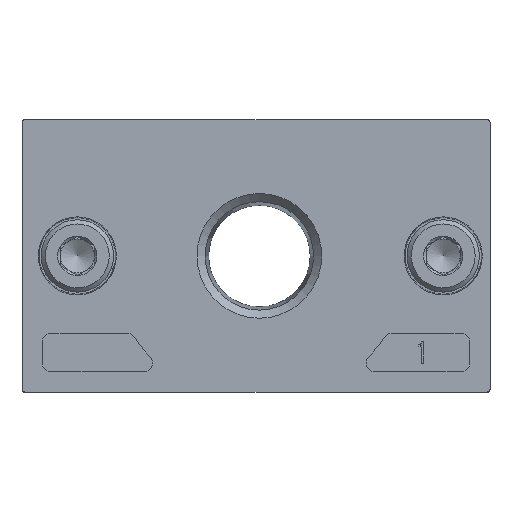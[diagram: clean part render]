
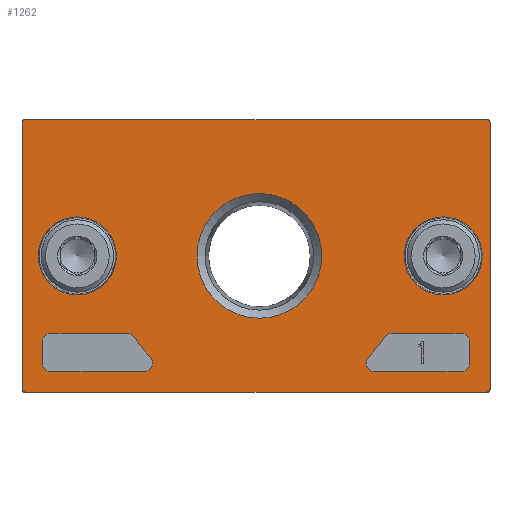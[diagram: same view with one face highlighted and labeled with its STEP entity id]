
A CAD part, top view. The second image highlights one B-rep face of the part: STEP entity #1262.
In plain terms, the highlighted face is planar.
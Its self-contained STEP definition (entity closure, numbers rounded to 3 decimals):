
#84=LINE('',#1974,#173);
#85=LINE('',#1982,#174);
#86=LINE('',#1986,#175);
#87=LINE('',#1987,#176);
#88=LINE('',#1992,#177);
#89=LINE('',#1996,#178);
#90=LINE('',#2000,#179);
#91=LINE('',#2016,#180);
#92=LINE('',#2020,#181);
#93=LINE('',#2024,#182);
#173=VECTOR('',#1553,1000.);
#174=VECTOR('',#1560,1000.);
#175=VECTOR('',#1563,1000.);
#176=VECTOR('',#1564,1000.);
#177=VECTOR('',#1567,1000.);
#178=VECTOR('',#1570,1000.);
#179=VECTOR('',#1573,1000.);
#180=VECTOR('',#1588,1000.);
#181=VECTOR('',#1591,1000.);
#182=VECTOR('',#1594,1000.);
#264=ORIENTED_EDGE('',*,*,#606,.F.);
#265=ORIENTED_EDGE('',*,*,#607,.F.);
#266=ORIENTED_EDGE('',*,*,#608,.F.);
#267=ORIENTED_EDGE('',*,*,#609,.T.);
#268=ORIENTED_EDGE('',*,*,#610,.F.);
#269=ORIENTED_EDGE('',*,*,#611,.F.);
#270=ORIENTED_EDGE('',*,*,#612,.F.);
#271=ORIENTED_EDGE('',*,*,#613,.F.);
#272=ORIENTED_EDGE('',*,*,#614,.T.);
#273=ORIENTED_EDGE('',*,*,#615,.T.);
#274=ORIENTED_EDGE('',*,*,#616,.T.);
#275=ORIENTED_EDGE('',*,*,#617,.T.);
#276=ORIENTED_EDGE('',*,*,#618,.T.);
#277=ORIENTED_EDGE('',*,*,#619,.T.);
#278=ORIENTED_EDGE('',*,*,#620,.T.);
#279=ORIENTED_EDGE('',*,*,#621,.T.);
#280=ORIENTED_EDGE('',*,*,#622,.T.);
#281=ORIENTED_EDGE('',*,*,#623,.T.);
#282=ORIENTED_EDGE('',*,*,#624,.T.);
#283=ORIENTED_EDGE('',*,*,#625,.F.);
#284=ORIENTED_EDGE('',*,*,#626,.T.);
#285=ORIENTED_EDGE('',*,*,#627,.F.);
#286=ORIENTED_EDGE('',*,*,#628,.F.);
#287=ORIENTED_EDGE('',*,*,#629,.F.);
#288=ORIENTED_EDGE('',*,*,#630,.F.);
#289=ORIENTED_EDGE('',*,*,#631,.F.);
#290=ORIENTED_EDGE('',*,*,#632,.F.);
#606=EDGE_CURVE('',#777,#778,#896,.T.);
#607=EDGE_CURVE('',#779,#777,#84,.T.);
#608=EDGE_CURVE('',#780,#779,#897,.T.);
#609=EDGE_CURVE('',#780,#781,#898,.T.);
#610=EDGE_CURVE('',#782,#781,#899,.T.);
#611=EDGE_CURVE('',#783,#782,#85,.T.);
#612=EDGE_CURVE('',#784,#783,#900,.T.);
#613=EDGE_CURVE('',#778,#784,#86,.T.);
#614=EDGE_CURVE('',#785,#786,#87,.T.);
#615=EDGE_CURVE('',#786,#787,#901,.T.);
#616=EDGE_CURVE('',#787,#788,#88,.T.);
#617=EDGE_CURVE('',#788,#789,#902,.T.);
#618=EDGE_CURVE('',#789,#790,#89,.T.);
#619=EDGE_CURVE('',#790,#791,#903,.T.);
#620=EDGE_CURVE('',#791,#792,#90,.T.);
#621=EDGE_CURVE('',#792,#785,#904,.T.);
#622=EDGE_CURVE('',#793,#793,#905,.T.);
#623=EDGE_CURVE('',#794,#794,#906,.T.);
#624=EDGE_CURVE('',#795,#795,#907,.T.);
#625=EDGE_CURVE('',#796,#797,#908,.T.);
#626=EDGE_CURVE('',#796,#798,#909,.T.);
#627=EDGE_CURVE('',#799,#798,#910,.T.);
#628=EDGE_CURVE('',#800,#799,#91,.T.);
#629=EDGE_CURVE('',#801,#800,#911,.T.);
#630=EDGE_CURVE('',#802,#801,#92,.T.);
#631=EDGE_CURVE('',#803,#802,#912,.T.);
#632=EDGE_CURVE('',#797,#803,#93,.T.);
#777=VERTEX_POINT('',#1972);
#778=VERTEX_POINT('',#1973);
#779=VERTEX_POINT('',#1975);
#780=VERTEX_POINT('',#1977);
#781=VERTEX_POINT('',#1979);
#782=VERTEX_POINT('',#1981);
#783=VERTEX_POINT('',#1983);
#784=VERTEX_POINT('',#1985);
#785=VERTEX_POINT('',#1988);
#786=VERTEX_POINT('',#1989);
#787=VERTEX_POINT('',#1991);
#788=VERTEX_POINT('',#1993);
#789=VERTEX_POINT('',#1995);
#790=VERTEX_POINT('',#1997);
#791=VERTEX_POINT('',#1999);
#792=VERTEX_POINT('',#2001);
#793=VERTEX_POINT('',#2004);
#794=VERTEX_POINT('',#2006);
#795=VERTEX_POINT('',#2008);
#796=VERTEX_POINT('',#2010);
#797=VERTEX_POINT('',#2011);
#798=VERTEX_POINT('',#2013);
#799=VERTEX_POINT('',#2015);
#800=VERTEX_POINT('',#2017);
#801=VERTEX_POINT('',#2019);
#802=VERTEX_POINT('',#2021);
#803=VERTEX_POINT('',#2023);
#896=CIRCLE('',#1379,1.);
#897=CIRCLE('',#1380,1.);
#898=CIRCLE('',#1381,17.5);
#899=CIRCLE('',#1382,1.);
#900=CIRCLE('',#1383,1.);
#901=CIRCLE('',#1384,0.3);
#902=CIRCLE('',#1385,0.3);
#903=CIRCLE('',#1386,0.3);
#904=CIRCLE('',#1387,0.3);
#905=CIRCLE('',#1388,7.33);
#906=CIRCLE('',#1389,4.587);
#907=CIRCLE('',#1390,4.587);
#908=CIRCLE('',#1391,1.);
#909=CIRCLE('',#1392,17.5);
#910=CIRCLE('',#1393,1.);
#911=CIRCLE('',#1394,1.);
#912=CIRCLE('',#1395,1.);
#972=EDGE_LOOP('',(#264,#265,#266,#267,#268,#269,#270,#271));
#973=EDGE_LOOP('',(#272,#273,#274,#275,#276,#277,#278,#279));
#974=EDGE_LOOP('',(#280));
#975=EDGE_LOOP('',(#281));
#976=EDGE_LOOP('',(#282));
#977=EDGE_LOOP('',(#283,#284,#285,#286,#287,#288,#289,#290));
#1095=FACE_BOUND('',#972,.T.);
#1096=FACE_BOUND('',#973,.T.);
#1097=FACE_BOUND('',#974,.T.);
#1098=FACE_BOUND('',#975,.T.);
#1099=FACE_BOUND('',#976,.T.);
#1100=FACE_BOUND('',#977,.T.);
#1218=PLANE('',#1378);
#1262=ADVANCED_FACE('',(#1095,#1096,#1097,#1098,#1099,#1100),#1218,.T.);
#1378=AXIS2_PLACEMENT_3D('',#1970,#1549,#1550);
#1379=AXIS2_PLACEMENT_3D('',#1971,#1551,#1552);
#1380=AXIS2_PLACEMENT_3D('',#1976,#1554,#1555);
#1381=AXIS2_PLACEMENT_3D('',#1978,#1556,#1557);
#1382=AXIS2_PLACEMENT_3D('',#1980,#1558,#1559);
#1383=AXIS2_PLACEMENT_3D('',#1984,#1561,#1562);
#1384=AXIS2_PLACEMENT_3D('',#1990,#1565,#1566);
#1385=AXIS2_PLACEMENT_3D('',#1994,#1568,#1569);
#1386=AXIS2_PLACEMENT_3D('',#1998,#1571,#1572);
#1387=AXIS2_PLACEMENT_3D('',#2002,#1574,#1575);
#1388=AXIS2_PLACEMENT_3D('',#2003,#1576,#1577);
#1389=AXIS2_PLACEMENT_3D('',#2005,#1578,#1579);
#1390=AXIS2_PLACEMENT_3D('',#2007,#1580,#1581);
#1391=AXIS2_PLACEMENT_3D('',#2009,#1582,#1583);
#1392=AXIS2_PLACEMENT_3D('',#2012,#1584,#1585);
#1393=AXIS2_PLACEMENT_3D('',#2014,#1586,#1587);
#1394=AXIS2_PLACEMENT_3D('',#2018,#1589,#1590);
#1395=AXIS2_PLACEMENT_3D('',#2022,#1592,#1593);
#1549=DIRECTION('',(0.,1.,0.));
#1550=DIRECTION('',(0.,0.,1.));
#1551=DIRECTION('',(0.,1.,0.));
#1552=DIRECTION('',(1.,0.,0.));
#1553=DIRECTION('',(-1.,0.,0.));
#1554=DIRECTION('',(0.,1.,0.));
#1555=DIRECTION('',(1.,0.,0.));
#1556=DIRECTION('',(0.,1.,0.));
#1557=DIRECTION('',(1.,0.,0.));
#1558=DIRECTION('',(0.,1.,0.));
#1559=DIRECTION('',(1.,0.,0.));
#1560=DIRECTION('',(1.,0.,0.));
#1561=DIRECTION('',(0.,1.,0.));
#1562=DIRECTION('',(1.,0.,0.));
#1563=DIRECTION('',(0.,0.,1.));
#1564=DIRECTION('',(0.,0.,1.));
#1565=DIRECTION('',(0.,1.,0.));
#1566=DIRECTION('',(1.,0.,0.));
#1567=DIRECTION('',(1.,0.,0.));
#1568=DIRECTION('',(0.,1.,0.));
#1569=DIRECTION('',(1.,0.,0.));
#1570=DIRECTION('',(0.,0.,-1.));
#1571=DIRECTION('',(0.,1.,0.));
#1572=DIRECTION('',(1.,0.,0.));
#1573=DIRECTION('',(-1.,0.,0.));
#1574=DIRECTION('',(0.,1.,0.));
#1575=DIRECTION('',(1.,0.,0.));
#1576=DIRECTION('',(0.,-1.,0.));
#1577=DIRECTION('',(1.,0.,0.));
#1578=DIRECTION('',(0.,-1.,0.));
#1579=DIRECTION('',(0.,0.,-1.));
#1580=DIRECTION('',(0.,-1.,0.));
#1581=DIRECTION('',(0.,0.,-1.));
#1582=DIRECTION('',(0.,1.,0.));
#1583=DIRECTION('',(1.,0.,0.));
#1584=DIRECTION('',(0.,1.,0.));
#1585=DIRECTION('',(1.,0.,0.));
#1586=DIRECTION('',(0.,1.,0.));
#1587=DIRECTION('',(1.,0.,0.));
#1588=DIRECTION('',(-1.,0.,0.));
#1589=DIRECTION('',(0.,1.,0.));
#1590=DIRECTION('',(1.,0.,0.));
#1591=DIRECTION('',(0.,0.,-1.));
#1592=DIRECTION('',(0.,1.,0.));
#1593=DIRECTION('',(1.,0.,0.));
#1594=DIRECTION('',(1.,0.,0.));
#1970=CARTESIAN_POINT('',(-27.2,15.,15.7));
#1971=CARTESIAN_POINT('',(-24.1,15.,10.1));
#1972=CARTESIAN_POINT('',(-24.1,15.,9.1));
#1973=CARTESIAN_POINT('',(-25.1,15.,10.1));
#1974=CARTESIAN_POINT('',(-15.1,15.,9.1));
#1975=CARTESIAN_POINT('',(-15.1,15.,9.1));
#1976=CARTESIAN_POINT('',(-15.1,15.,10.1));
#1977=CARTESIAN_POINT('',(-14.262,15.,9.554));
#1978=CARTESIAN_POINT('',(0.4,15.,0.));
#1979=CARTESIAN_POINT('',(-12.414,15.,11.919));
#1980=CARTESIAN_POINT('',(-13.146,15.,12.6));
#1981=CARTESIAN_POINT('',(-13.146,15.,13.6));
#1982=CARTESIAN_POINT('',(-24.1,15.,13.6));
#1983=CARTESIAN_POINT('',(-24.1,15.,13.6));
#1984=CARTESIAN_POINT('',(-24.1,15.,12.6));
#1985=CARTESIAN_POINT('',(-25.1,15.,12.6));
#1986=CARTESIAN_POINT('',(-25.1,15.,10.1));
#1987=CARTESIAN_POINT('',(-27.5,15.,-15.7));
#1988=CARTESIAN_POINT('',(-27.5,15.,-15.7));
#1989=CARTESIAN_POINT('',(-27.5,15.,15.7));
#1990=CARTESIAN_POINT('',(-27.2,15.,15.7));
#1991=CARTESIAN_POINT('',(-27.2,15.,16.));
#1992=CARTESIAN_POINT('',(-27.2,15.,16.));
#1993=CARTESIAN_POINT('',(27.2,15.,16.));
#1994=CARTESIAN_POINT('',(27.2,15.,15.7));
#1995=CARTESIAN_POINT('',(27.5,15.,15.7));
#1996=CARTESIAN_POINT('',(27.5,15.,15.7));
#1997=CARTESIAN_POINT('',(27.5,15.,-15.7));
#1998=CARTESIAN_POINT('',(27.2,15.,-15.7));
#1999=CARTESIAN_POINT('',(27.2,15.,-16.));
#2000=CARTESIAN_POINT('',(27.2,15.,-16.));
#2001=CARTESIAN_POINT('',(-27.2,15.,-16.));
#2002=CARTESIAN_POINT('',(-27.2,15.,-15.7));
#2003=CARTESIAN_POINT('',(0.4,15.,0.));
#2004=CARTESIAN_POINT('',(7.73,15.,0.));
#2005=CARTESIAN_POINT('',(22.,15.,0.));
#2006=CARTESIAN_POINT('',(22.,15.,-4.587));
#2007=CARTESIAN_POINT('',(-21.,15.,0.));
#2008=CARTESIAN_POINT('',(-21.,15.,-4.587));
#2009=CARTESIAN_POINT('',(13.946,15.,12.6));
#2010=CARTESIAN_POINT('',(13.214,15.,11.919));
#2011=CARTESIAN_POINT('',(13.946,15.,13.6));
#2012=CARTESIAN_POINT('',(0.4,15.,0.));
#2013=CARTESIAN_POINT('',(15.062,15.,9.554));
#2014=CARTESIAN_POINT('',(15.9,15.,10.1));
#2015=CARTESIAN_POINT('',(15.9,15.,9.1));
#2016=CARTESIAN_POINT('',(24.1,15.,9.1));
#2017=CARTESIAN_POINT('',(24.1,15.,9.1));
#2018=CARTESIAN_POINT('',(24.1,15.,10.1));
#2019=CARTESIAN_POINT('',(25.1,15.,10.1));
#2020=CARTESIAN_POINT('',(25.1,15.,12.6));
#2021=CARTESIAN_POINT('',(25.1,15.,12.6));
#2022=CARTESIAN_POINT('',(24.1,15.,12.6));
#2023=CARTESIAN_POINT('',(24.1,15.,13.6));
#2024=CARTESIAN_POINT('',(13.946,15.,13.6));
